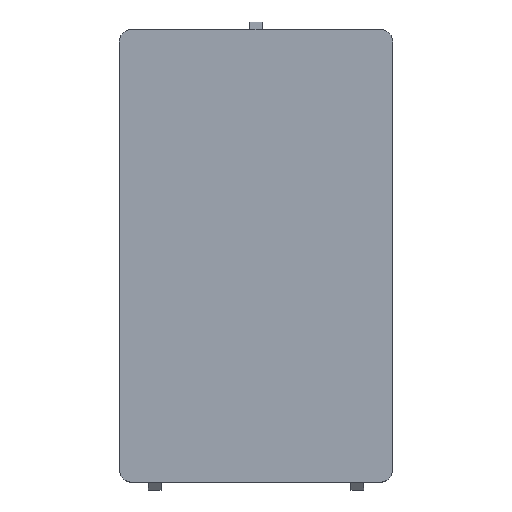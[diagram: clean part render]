
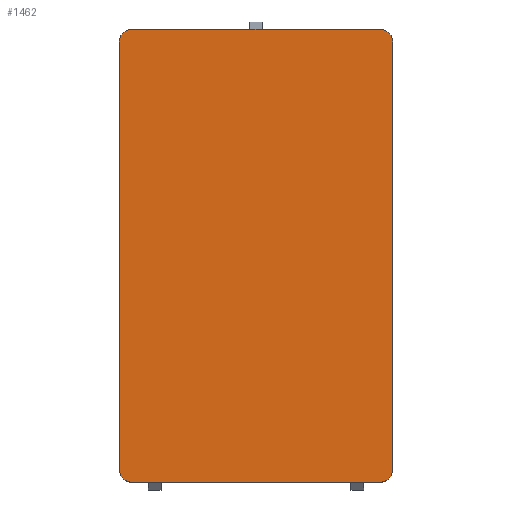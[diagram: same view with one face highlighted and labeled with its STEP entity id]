
A CAD part, top view. The second image highlights one B-rep face of the part: STEP entity #1462.
In plain terms, the highlighted planar face has unit normal (0, 0, 1).
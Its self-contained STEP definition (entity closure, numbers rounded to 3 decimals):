
#75=PLANE('',#1580);
#150=FACE_OUTER_BOUND('',#226,.T.);
#226=EDGE_LOOP('',(#1343,#1344,#1345,#1346,#1347,#1348,#1349,#1350));
#290=LINE('',#2127,#470);
#304=LINE('',#2155,#484);
#405=LINE('',#2385,#585);
#406=LINE('',#2388,#586);
#470=VECTOR('',#1716,10.);
#484=VECTOR('',#1742,10.);
#585=VECTOR('',#1959,10.);
#586=VECTOR('',#1962,10.);
#614=CIRCLE('',#1571,2.);
#618=CIRCLE('',#1577,2.);
#619=CIRCLE('',#1579,2.);
#620=CIRCLE('',#1581,2.);
#671=VERTEX_POINT('',#2124);
#672=VERTEX_POINT('',#2126);
#679=VERTEX_POINT('',#2152);
#680=VERTEX_POINT('',#2154);
#744=VERTEX_POINT('',#2359);
#750=VERTEX_POINT('',#2377);
#751=VERTEX_POINT('',#2381);
#752=VERTEX_POINT('',#2386);
#824=EDGE_CURVE('',#671,#672,#290,.T.);
#838=EDGE_CURVE('',#680,#679,#304,.T.);
#941=EDGE_CURVE('',#744,#679,#614,.T.);
#950=EDGE_CURVE('',#680,#750,#618,.T.);
#952=EDGE_CURVE('',#672,#751,#619,.T.);
#954=EDGE_CURVE('',#751,#744,#405,.T.);
#955=EDGE_CURVE('',#752,#671,#620,.T.);
#956=EDGE_CURVE('',#752,#750,#406,.T.);
#1343=ORIENTED_EDGE('',*,*,#941,.F.);
#1344=ORIENTED_EDGE('',*,*,#954,.F.);
#1345=ORIENTED_EDGE('',*,*,#952,.F.);
#1346=ORIENTED_EDGE('',*,*,#824,.F.);
#1347=ORIENTED_EDGE('',*,*,#955,.F.);
#1348=ORIENTED_EDGE('',*,*,#956,.T.);
#1349=ORIENTED_EDGE('',*,*,#950,.F.);
#1350=ORIENTED_EDGE('',*,*,#838,.T.);
#1462=ADVANCED_FACE('',(#150),#75,.T.);
#1571=AXIS2_PLACEMENT_3D('',#2361,#1932,#1933);
#1577=AXIS2_PLACEMENT_3D('',#2378,#1949,#1950);
#1579=AXIS2_PLACEMENT_3D('',#2382,#1954,#1955);
#1580=AXIS2_PLACEMENT_3D('',#2384,#1957,#1958);
#1581=AXIS2_PLACEMENT_3D('',#2387,#1960,#1961);
#1716=DIRECTION('',(-1.,0.,0.));
#1742=DIRECTION('',(-1.,0.,0.));
#1932=DIRECTION('center_axis',(0.,0.,-1.));
#1933=DIRECTION('ref_axis',(-0.707,0.707,0.));
#1949=DIRECTION('center_axis',(0.,0.,-1.));
#1950=DIRECTION('ref_axis',(0.707,0.707,0.));
#1954=DIRECTION('center_axis',(0.,0.,-1.));
#1955=DIRECTION('ref_axis',(-0.707,-0.707,0.));
#1957=DIRECTION('center_axis',(0.,0.,1.));
#1958=DIRECTION('ref_axis',(1.,0.,0.));
#1959=DIRECTION('',(0.,1.,0.));
#1960=DIRECTION('center_axis',(0.,0.,-1.));
#1961=DIRECTION('ref_axis',(0.707,-0.707,0.));
#1962=DIRECTION('',(0.,1.,0.));
#2124=CARTESIAN_POINT('',(111.1,-3.4,26.));
#2126=CARTESIAN_POINT('',(71.9,-3.4,26.));
#2127=CARTESIAN_POINT('',(80.7,-3.4,26.));
#2152=CARTESIAN_POINT('',(71.9,68.1,26.));
#2154=CARTESIAN_POINT('',(111.1,68.1,26.));
#2155=CARTESIAN_POINT('',(79.1,68.1,26.));
#2359=CARTESIAN_POINT('',(69.9,66.1,26.));
#2361=CARTESIAN_POINT('Origin',(71.9,66.1,26.));
#2377=CARTESIAN_POINT('',(113.1,66.1,26.));
#2378=CARTESIAN_POINT('Origin',(111.1,66.1,26.));
#2381=CARTESIAN_POINT('',(69.9,-1.4,26.));
#2382=CARTESIAN_POINT('Origin',(71.9,-1.4,26.));
#2384=CARTESIAN_POINT('Origin',(92.1,32.35,26.));
#2385=CARTESIAN_POINT('',(69.9,50.225,26.));
#2386=CARTESIAN_POINT('',(113.1,-1.4,26.));
#2387=CARTESIAN_POINT('Origin',(111.1,-1.4,26.));
#2388=CARTESIAN_POINT('',(113.1,68.1,26.));
